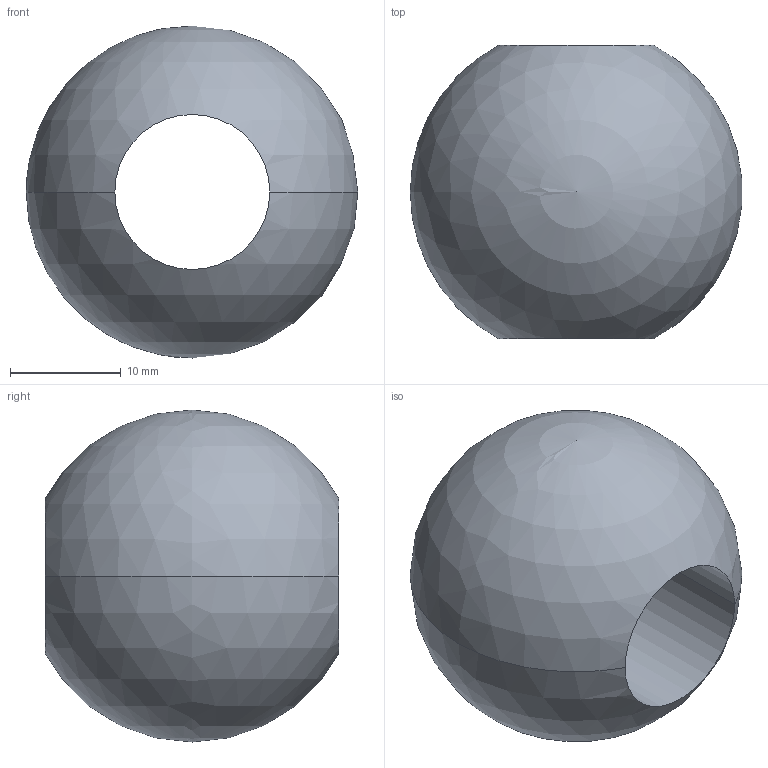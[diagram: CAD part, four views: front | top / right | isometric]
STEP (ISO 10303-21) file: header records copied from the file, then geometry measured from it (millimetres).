
FILE_DESCRIPTION (( 'STEP AP203' ), '1' );
FILE_NAME ('3D_GT3512_14x30_188734020.STEP', '2024-10-21T10:42:35', ( '' ), ( '' ), 'SwSTEP 2.0', 'SolidWorks 2023', '' );
FILE_SCHEMA (( 'CONFIG_CONTROL_DESIGN' ));
Length unit declared in the file: millimetre
Products named in the file (1): 3D_GT3512_14x30_188734020
Bounding box: 29.95 x 26.53 x 30 mm (x, y, z)
Volume: 9780.4 mm3; surface area: 3667.7 mm2
Topology: 1 solids, 1 shells, 4 faces, 13 edges, 7 vertices
Faces by surface type: cylinder 2, sphere 2
Entity records: 187 total; most frequent: DIRECTION 24, CARTESIAN_POINT 17, ORIENTED_EDGE 16, AXIS2_PLACEMENT_3D 11, PERSON_AND_ORGANIZATION 8, EDGE_CURVE 8, CIRCLE 6, PERSON_AND_ORGANIZATION_ROLE 5
